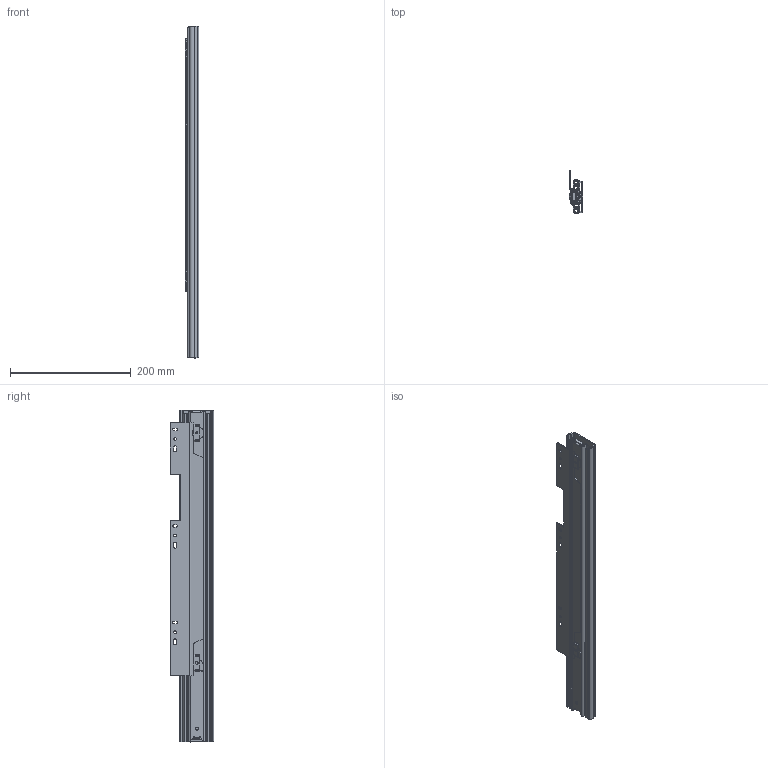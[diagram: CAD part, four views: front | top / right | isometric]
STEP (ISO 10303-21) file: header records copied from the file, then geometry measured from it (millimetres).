
FILE_DESCRIPTION (( 'STEP AP214' ), '1' );
FILE_NAME ('FR_5623.0550mm_22inch_closed_right.STEP', '2022-10-18T10:24:53', ( '' ), ( '' ), 'SwSTEP 2.0', 'SolidWorks 2020', '' );
FILE_SCHEMA (( 'AUTOMOTIVE_DESIGN' ));
Length unit declared in the file: millimetre
Products named in the file (12): 5623.XXX-02.T040_NL  550; FR_5623.0550mm_22inch_closed_right; 5623.XXX-01.T040_NL  550; 5623 Middle Bumper; 5623.XXX-04.T040 RIGHT_NL  550; 5623.XXX-03.T040_NL  550; FR 5623 DETENT; FR 5623 Drawer Bumper
Assembly tree (11 placements, depth 3):
  FR_5623.0550mm_22inch_closed_right
    5623.XXX-01.T040_NL  550
      5623.XXX-01.T040_NL  550
      FR 5623 DETENT
    5623.XXX-03.T040_NL  550
      5623.XXX-03.T040_NL  550
      FR 5623 Drawer Bumper
    5623.XXX-02.T040_NL  550
      5623.XXX-02.T040_NL  550
      5623 Middle Bumper
    5623.XXX-04.T040 RIGHT_NL  550
      5623.XXX-04.T040 RIGHT_NL  550
Bounding box: 22.6 x 71.89 x 550 mm (x, y, z)
Volume: 236491.8 mm3; surface area: 285668.9 mm2
Topology: 7 solids, 7 shells, 859 faces, 2319 edges, 1460 vertices
Faces by surface type: cylinder 420, plane 393, cone 42, bspline 4
Entity records: 28241 total; most frequent: CARTESIAN_POINT 5839, DIRECTION 4705, ORIENTED_EDGE 4638, EDGE_CURVE 2319, AXIS2_PLACEMENT_3D 1698, VERTEX_POINT 1460, LINE 1309, VECTOR 1309
